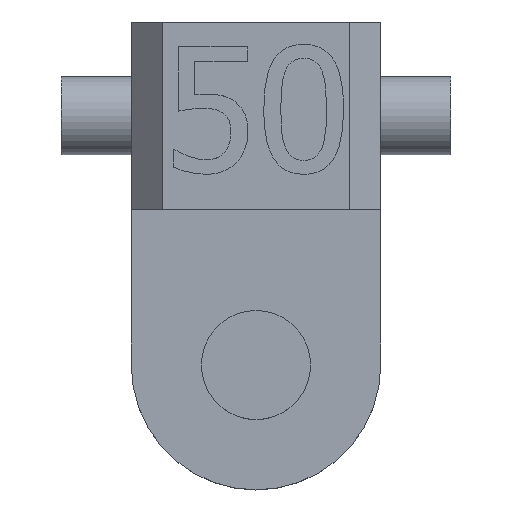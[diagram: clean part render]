
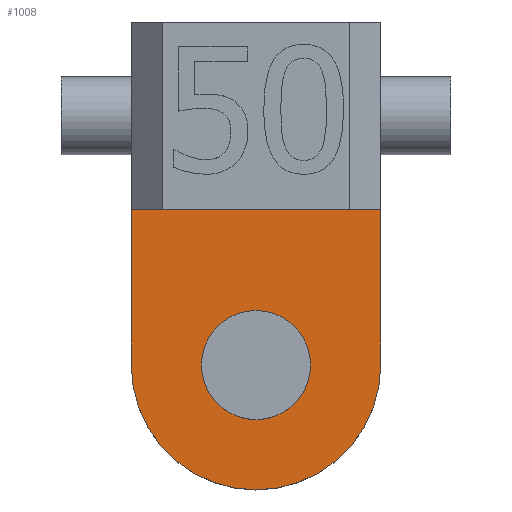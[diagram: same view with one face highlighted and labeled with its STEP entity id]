
A CAD part, top view. The second image highlights one B-rep face of the part: STEP entity #1008.
In plain terms, the highlighted planar face has unit normal (0, 0, 1).
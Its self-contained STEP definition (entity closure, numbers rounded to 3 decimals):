
#29=CIRCLE('',#1063,8.);
#30=CIRCLE('',#1064,3.5);
#42=FACE_BOUND('',#179,.T.);
#64=PLANE('',#1062);
#116=FACE_OUTER_BOUND('',#178,.T.);
#178=EDGE_LOOP('',(#900,#901,#902,#903));
#179=EDGE_LOOP('',(#904));
#249=LINE('',#1798,#333);
#259=LINE('',#1820,#343);
#267=LINE('',#1835,#351);
#333=VECTOR('',#1165,10.);
#343=VECTOR('',#1185,10.);
#351=VECTOR('',#1197,10.);
#484=VERTEX_POINT('',#1795);
#485=VERTEX_POINT('',#1797);
#492=VERTEX_POINT('',#1819);
#497=VERTEX_POINT('',#1834);
#500=VERTEX_POINT('',#1847);
#613=EDGE_CURVE('',#485,#484,#249,.T.);
#624=EDGE_CURVE('',#492,#485,#259,.T.);
#632=EDGE_CURVE('',#497,#492,#267,.T.);
#638=EDGE_CURVE('',#497,#484,#29,.T.);
#639=EDGE_CURVE('',#500,#500,#30,.T.);
#900=ORIENTED_EDGE('',*,*,#638,.F.);
#901=ORIENTED_EDGE('',*,*,#632,.T.);
#902=ORIENTED_EDGE('',*,*,#624,.T.);
#903=ORIENTED_EDGE('',*,*,#613,.T.);
#904=ORIENTED_EDGE('',*,*,#639,.F.);
#1008=ADVANCED_FACE('',(#116,#42),#64,.T.);
#1062=AXIS2_PLACEMENT_3D('',#1845,#1208,#1209);
#1063=AXIS2_PLACEMENT_3D('',#1846,#1210,#1211);
#1064=AXIS2_PLACEMENT_3D('',#1848,#1212,#1213);
#1165=DIRECTION('',(0.,-1.,0.));
#1185=DIRECTION('',(-1.,0.,0.));
#1197=DIRECTION('',(0.,1.,0.));
#1208=DIRECTION('center_axis',(0.,0.,1.));
#1209=DIRECTION('ref_axis',(1.,0.,0.));
#1210=DIRECTION('center_axis',(0.,0.,-1.));
#1211=DIRECTION('ref_axis',(-0.707,-0.707,0.));
#1212=DIRECTION('center_axis',(0.,0.,1.));
#1213=DIRECTION('ref_axis',(1.,0.,0.));
#1795=CARTESIAN_POINT('',(-8.,0.,2.5));
#1797=CARTESIAN_POINT('',(-8.,10.,2.5));
#1798=CARTESIAN_POINT('',(-8.,22.,2.5));
#1819=CARTESIAN_POINT('',(8.,10.,2.5));
#1820=CARTESIAN_POINT('',(8.,10.,2.5));
#1834=CARTESIAN_POINT('',(8.,0.,2.5));
#1835=CARTESIAN_POINT('',(8.,-8.,2.5));
#1845=CARTESIAN_POINT('Origin',(0.,1.,2.5));
#1846=CARTESIAN_POINT('Origin',(0.,0.,
2.5));
#1847=CARTESIAN_POINT('',(-3.5,0.,2.5));
#1848=CARTESIAN_POINT('Origin',(0.,0.,2.5));
